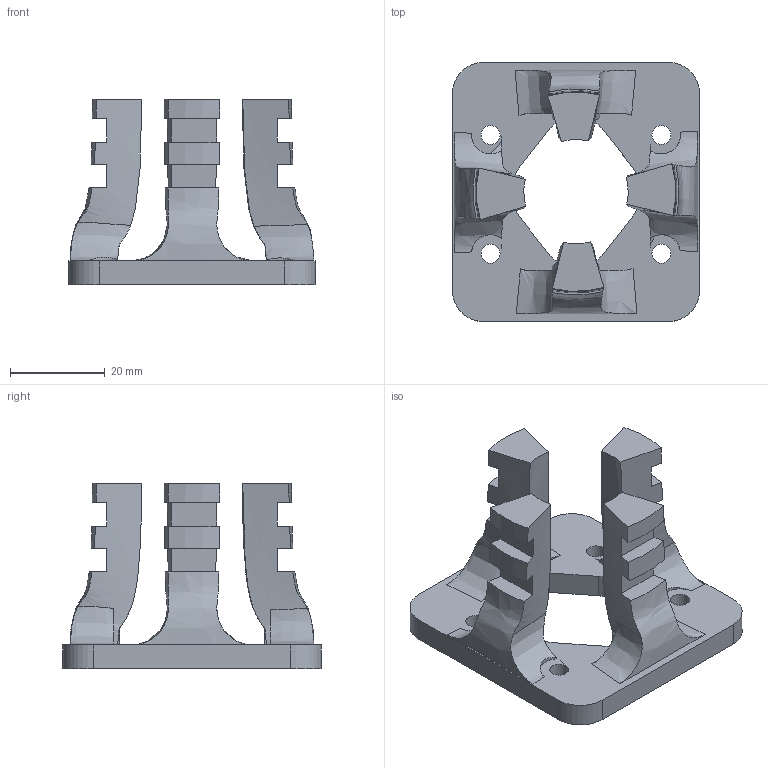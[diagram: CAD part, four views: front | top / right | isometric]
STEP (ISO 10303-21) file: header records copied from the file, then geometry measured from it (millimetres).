
FILE_DESCRIPTION(/* description */ ('','CAx-IF Rec.Pracs.---Representation and Presentation of Product Manufacturing Information (PMI)---4.0---2014-10-13'),/* implementation_level */ '2;1');
FILE_NAME(/* name */ 'Rotor holder.step',/* time_stamp */ '2025-01-14T18:41:50+06:00',/* author */ (''),/* organization */ (''),/* preprocessor_version */ 'ST-DEVELOPER v20',/* originating_system */ 'Autodesk Translation Framework v13.20.0.188',/* authorisation */ '');
FILE_SCHEMA (('AP242_MANAGED_MODEL_BASED_3D_ENGINEERING_MIM_LF { 1 0 10303 442 1 1 4 }'));
Length unit declared in the file: centimetre
Products named in the file (1): Rotor holder
Bounding box: 52.03 x 54.53 x 39 mm (x, y, z)
Volume: 22828.3 mm3; surface area: 11487.1 mm2
Topology: 2 solids, 2 shells, 126 faces, 367 edges, 240 vertices
Faces by surface type: plane 56, bspline 42, cylinder 28
Full cylindrical faces by diameter (mm): 4 x4
Entity records: 7237 total; most frequent: CARTESIAN_POINT 4286, ORIENTED_EDGE 726, DIRECTION 412, EDGE_CURVE 363, VERTEX_POINT 240, B_SPLINE_CURVE_WITH_KNOTS 179, EDGE_LOOP 143, AXIS2_PLACEMENT_3D 143
